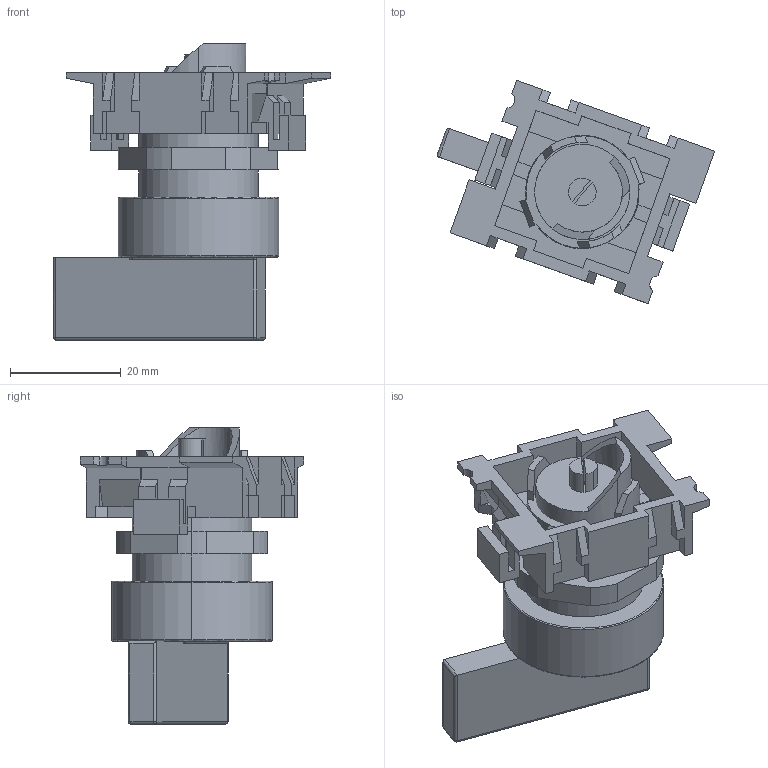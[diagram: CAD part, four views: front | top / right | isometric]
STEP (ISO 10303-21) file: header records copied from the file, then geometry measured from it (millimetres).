
FILE_DESCRIPTION (( 'STEP AP214' ), '1' );
FILE_NAME ('08_555_0.STEP', '2016-08-03T12:22:39', ( '' ), ( '' ), 'SwSTEP 2.0', 'SolidWorks 2016', '' );
FILE_SCHEMA (( 'AUTOMOTIVE_DESIGN' ));
Length unit declared in the file: millimetre
Products named in the file (1): 08_555_0
Bounding box: 50.06 x 40.38 x 53.5 mm (x, y, z)
Volume: 19649.6 mm3; surface area: 17128.6 mm2
Topology: 5 solids, 5 shells, 327 faces, 890 edges, 577 vertices
Faces by surface type: plane 243, cylinder 70, bspline 14
Entity records: 10692 total; most frequent: CARTESIAN_POINT 2379, ORIENTED_EDGE 1772, DIRECTION 1630, EDGE_CURVE 886, VECTOR 688, LINE 688, VERTEX_POINT 577, AXIS2_PLACEMENT_3D 471
